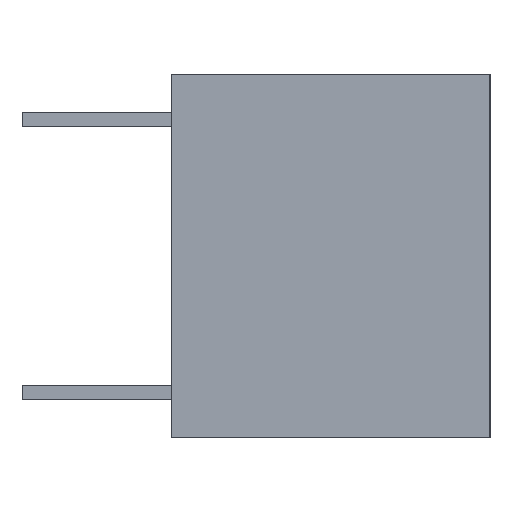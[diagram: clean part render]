
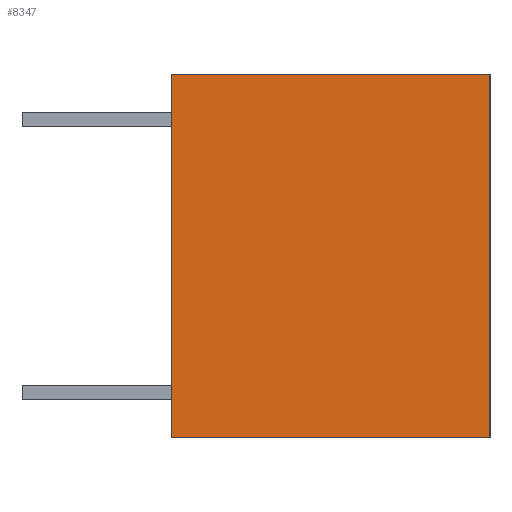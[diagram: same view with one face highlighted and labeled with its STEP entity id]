
A CAD part, left-side view. The second image highlights one B-rep face of the part: STEP entity #8347.
In plain terms, the highlighted planar face has unit normal (-1, 0, 0).
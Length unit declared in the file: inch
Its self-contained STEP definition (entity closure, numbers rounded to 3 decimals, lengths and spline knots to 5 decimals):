
#2247=ORIENTED_EDGE('',*,*,#3640,.T.);
#2248=ORIENTED_EDGE('',*,*,#3632,.F.);
#2249=ORIENTED_EDGE('',*,*,#3483,.F.);
#2250=ORIENTED_EDGE('',*,*,#3620,.T.);
#3483=EDGE_CURVE('',#4426,#4427,#5391,.T.);
#3620=EDGE_CURVE('',#4426,#4550,#5528,.T.);
#3632=EDGE_CURVE('',#4427,#4551,#5540,.T.);
#3640=EDGE_CURVE('',#4550,#4551,#5548,.T.);
#4426=VERTEX_POINT('',#12827);
#4427=VERTEX_POINT('',#12829);
#4550=VERTEX_POINT('',#13090);
#4551=VERTEX_POINT('',#13110);
#5391=LINE('',#12828,#6507);
#5528=LINE('',#13091,#6644);
#5540=LINE('',#13109,#6656);
#5548=LINE('',#13123,#6664);
#6507=VECTOR('',#10449,39.37008);
#6644=VECTOR('',#10590,39.37008);
#6656=VECTOR('',#10614,39.37008);
#6664=VECTOR('',#10626,39.37008);
#7171=EDGE_LOOP('',(#2247,#2248,#2249,#2250));
#7595=FACE_BOUND('',#7171,.T.);
#7947=PLANE('',#8870);
#8347=ADVANCED_FACE('',(#7595),#7947,.F.);
#8870=AXIS2_PLACEMENT_3D('',#13319,#10823,#10824);
#10449=DIRECTION('',(0.,0.,1.));
#10590=DIRECTION('',(0.,-1.,0.));
#10614=DIRECTION('',(0.,-1.,0.));
#10626=DIRECTION('',(0.,0.,1.));
#10823=DIRECTION('',(1.,0.,0.));
#10824=DIRECTION('',(0.,0.,-1.));
#12827=CARTESIAN_POINT('',(-0.31,0.35,-0.2));
#12828=CARTESIAN_POINT('',(-0.31,0.35,-0.2));
#12829=CARTESIAN_POINT('',(-0.31,0.35,0.2));
#13090=CARTESIAN_POINT('',(-0.31,0.,-0.2));
#13091=CARTESIAN_POINT('',(-0.31,0.35,-0.2));
#13109=CARTESIAN_POINT('',(-0.31,0.35,0.2));
#13110=CARTESIAN_POINT('',(-0.31,0.,0.2));
#13123=CARTESIAN_POINT('',(-0.31,0.,-0.2));
#13319=CARTESIAN_POINT('',(-0.31,0.35,-0.2));
